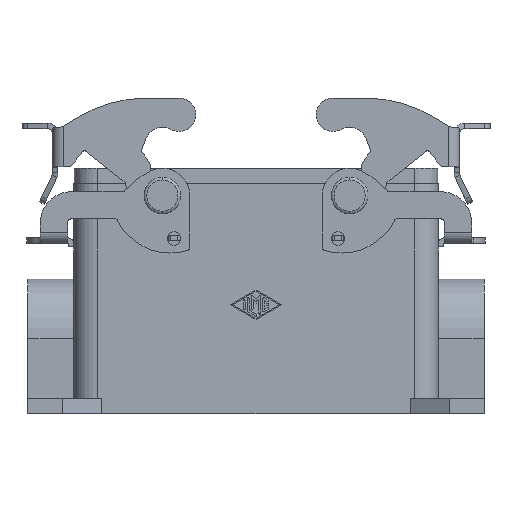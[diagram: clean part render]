
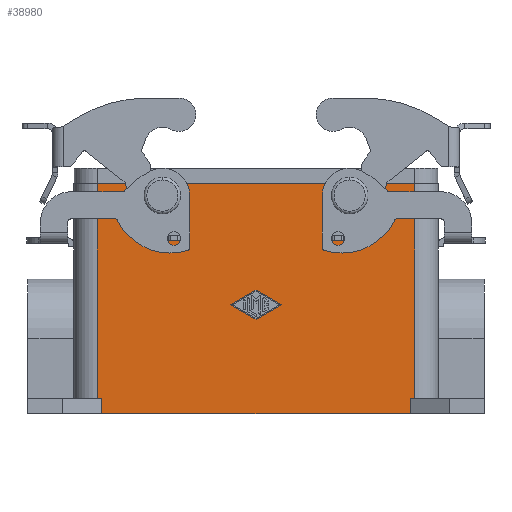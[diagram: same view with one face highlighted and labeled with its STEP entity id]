
A CAD part, front view. The second image highlights one B-rep face of the part: STEP entity #38980.
In plain terms, the highlighted planar face has unit normal (0, -1, 0).
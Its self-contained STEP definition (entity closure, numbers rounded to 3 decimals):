
#12860=CARTESIAN_POINT('',(0.,-22.25,1.5)
);
#12870=VERTEX_POINT('',#12860);
#13050=CARTESIAN_POINT('',(0.,-22.25,
-1.5));
#13060=VERTEX_POINT('',#13050);
#13090=CARTESIAN_POINT('',(0.,-22.25,0.));
#13100=DIRECTION('',(0.,1.,0.));
#13110=DIRECTION('',(0.,0.,1.));
#13120=AXIS2_PLACEMENT_3D('',#13090,#13100,#13110);
#13130=CIRCLE('',#13120,1.5);
#13140=EDGE_CURVE('',#13060,#12870,#13130,.T.);
#17640=CARTESIAN_POINT('',(-48.,-22.25,-1.5));
#17650=VERTEX_POINT('',#17640);
#17700=CARTESIAN_POINT('',(-48.,-22.25,0.));
#17710=DIRECTION('',(0.,1.,0.));
#17720=DIRECTION('',(0.,0.,1.));
#17730=AXIS2_PLACEMENT_3D('',#17700,#17710,#17720);
#17740=CIRCLE('',#17730,1.5);
#17750=CARTESIAN_POINT('',(-48.,-22.25,1.5));
#17760=VERTEX_POINT('',#17750);
#17770=EDGE_CURVE('',#17650,#17760,#17740,.T.);
#30400=CARTESIAN_POINT('',(-24.,-22.25,-31.749));
#30410=VERTEX_POINT('',#30400);
#30460=CARTESIAN_POINT('',(-24.,-22.25,-31.749));
#30470=DIRECTION('',(-0.866,0.,0.5));
#30480=VECTOR('',#30470,7.504);
#30490=LINE('',#30460,#30480);
#30500=CARTESIAN_POINT('',(-30.5,-22.25,-28.));
#30510=VERTEX_POINT('',#30500);
#30520=EDGE_CURVE('',#30410,#30510,#30490,.T.);
#30800=CARTESIAN_POINT('',(-17.5,-22.25,-28.));
#30810=VERTEX_POINT('',#30800);
#30860=CARTESIAN_POINT('',(-17.5,-22.25,-28.));
#30870=DIRECTION('',(-0.866,0.,-0.5));
#30880=VECTOR('',#30870,7.504);
#30890=LINE('',#30860,#30880);
#30900=EDGE_CURVE('',#30810,#30410,#30890,.T.);
#31110=CARTESIAN_POINT('',(-24.,-22.25,-24.251));
#31120=VERTEX_POINT('',#31110);
#31170=CARTESIAN_POINT('',(-24.,-22.25,-24.251));
#31180=DIRECTION('',(0.866,0.,-0.5));
#31190=VECTOR('',#31180,7.504);
#31200=LINE('',#31170,#31190);
#31210=EDGE_CURVE('',#31120,#30810,#31200,.T.);
#31390=CARTESIAN_POINT('',(-30.5,-22.25,-28.));
#31400=DIRECTION('',(0.866,0.,0.5));
#31410=VECTOR('',#31400,7.504);
#31420=LINE('',#31390,#31410);
#31430=EDGE_CURVE('',#30510,#31120,#31420,.T.);
#38110=CARTESIAN_POINT('',(15.5,-22.25,-56.));
#38120=DIRECTION('',(0.,-1.,0.));
#38130=DIRECTION('',(0.,0.,-1.));
#38140=AXIS2_PLACEMENT_3D('',#38110,#38120,#38130);
#38150=PLANE('',#38140);
#38160=CARTESIAN_POINT('',(-63.5,-22.25,-52.));
#38170=DIRECTION('',(-1.,0.,0.));
#38180=VECTOR('',#38170,1.25);
#38190=LINE('',#38160,#38180);
#38200=CARTESIAN_POINT('',(-63.5,-22.25,-52.));
#38210=VERTEX_POINT('',#38200);
#38220=CARTESIAN_POINT('',(-64.75,-22.25,-52.));
#38230=VERTEX_POINT('',#38220);
#38240=EDGE_CURVE('',#38210,#38230,#38190,.T.);
#38250=ORIENTED_EDGE('',*,*,#38240,.F.);
#38260=CARTESIAN_POINT('',(-64.75,-22.25,-52.));
#38270=DIRECTION('',(0.,0.,1.));
#38280=VECTOR('',#38270,55.);
#38290=LINE('',#38260,#38280);
#38300=CARTESIAN_POINT('',(-64.75,-22.25,3.));
#38310=VERTEX_POINT('',#38300);
#38320=EDGE_CURVE('',#38230,#38310,#38290,.T.);
#38330=ORIENTED_EDGE('',*,*,#38320,.F.);
#38340=CARTESIAN_POINT('',(16.75,-22.25,3.));
#38350=DIRECTION('',(-1.,0.,0.));
#38360=VECTOR('',#38350,81.5);
#38370=LINE('',#38340,#38360);
#38380=CARTESIAN_POINT('',(16.75,-22.25,3.));
#38390=VERTEX_POINT('',#38380);
#38400=EDGE_CURVE('',#38390,#38310,#38370,.T.);
#38410=ORIENTED_EDGE('',*,*,#38400,.T.);
#38420=CARTESIAN_POINT('',(16.75,-22.25,-52.));
#38430=DIRECTION('',(0.,0.,1.));
#38440=VECTOR('',#38430,55.);
#38450=LINE('',#38420,#38440);
#38460=CARTESIAN_POINT('',(16.75,-22.25,-52.));
#38470=VERTEX_POINT('',#38460);
#38480=EDGE_CURVE('',#38470,#38390,#38450,.T.);
#38490=ORIENTED_EDGE('',*,*,#38480,.T.);
#38500=CARTESIAN_POINT('',(16.75,-22.25,-52.));
#38510=DIRECTION('',(-1.,0.,0.));
#38520=VECTOR('',#38510,1.25);
#38530=LINE('',#38500,#38520);
#38540=CARTESIAN_POINT('',(15.5,-22.25,-52.));
#38550=VERTEX_POINT('',#38540);
#38560=EDGE_CURVE('',#38470,#38550,#38530,.T.);
#38570=ORIENTED_EDGE('',*,*,#38560,.F.);
#38580=CARTESIAN_POINT('',(15.5,-22.25,-56.));
#38590=DIRECTION('',(0.,0.,1.));
#38600=VECTOR('',#38590,4.);
#38610=LINE('',#38580,#38600);
#38620=CARTESIAN_POINT('',(15.5,-22.25,-56.));
#38630=VERTEX_POINT('',#38620);
#38640=EDGE_CURVE('',#38630,#38550,#38610,.T.);
#38650=ORIENTED_EDGE('',*,*,#38640,.T.);
#38660=CARTESIAN_POINT('',(15.5,-22.25,-56.));
#38670=DIRECTION('',(-1.,0.,0.));
#38680=VECTOR('',#38670,79.);
#38690=LINE('',#38660,#38680);
#38700=CARTESIAN_POINT('',(-63.5,-22.25,-56.));
#38710=VERTEX_POINT('',#38700);
#38720=EDGE_CURVE('',#38630,#38710,#38690,.T.);
#38730=ORIENTED_EDGE('',*,*,#38720,.F.);
#38740=CARTESIAN_POINT('',(-63.5,-22.25,-56.));
#38750=DIRECTION('',(0.,0.,1.));
#38760=VECTOR('',#38750,4.);
#38770=LINE('',#38740,#38760);
#38780=EDGE_CURVE('',#38710,#38210,#38770,.T.);
#38790=ORIENTED_EDGE('',*,*,#38780,.F.);
#38800=EDGE_LOOP('',(#38790,#38730,#38650,#38570,#38490,#38410,#38330,
#38250));
#38810=FACE_OUTER_BOUND('',#38800,.T.);
#38820=EDGE_CURVE('',#12870,#13060,#13130,.T.);
#38830=ORIENTED_EDGE('',*,*,#38820,.T.);
#38840=ORIENTED_EDGE('',*,*,#13140,.T.);
#38850=EDGE_LOOP('',(#38840,#38830));
#38860=FACE_BOUND('',#38850,.T.);
#38870=EDGE_CURVE('',#17760,#17650,#17740,.T.);
#38880=ORIENTED_EDGE('',*,*,#38870,.T.);
#38890=ORIENTED_EDGE('',*,*,#17770,.T.);
#38900=EDGE_LOOP('',(#38890,#38880));
#38910=FACE_BOUND('',#38900,.T.);
#38920=ORIENTED_EDGE('',*,*,#30900,.T.);
#38930=ORIENTED_EDGE('',*,*,#31210,.T.);
#38940=ORIENTED_EDGE('',*,*,#31430,.T.);
#38950=ORIENTED_EDGE('',*,*,#30520,.T.);
#38960=EDGE_LOOP('',(#38950,#38940,#38930,#38920));
#38970=FACE_BOUND('',#38960,.T.);
#38980=ADVANCED_FACE('',(#38810,#38860,#38910,#38970),#38150,.T.);
